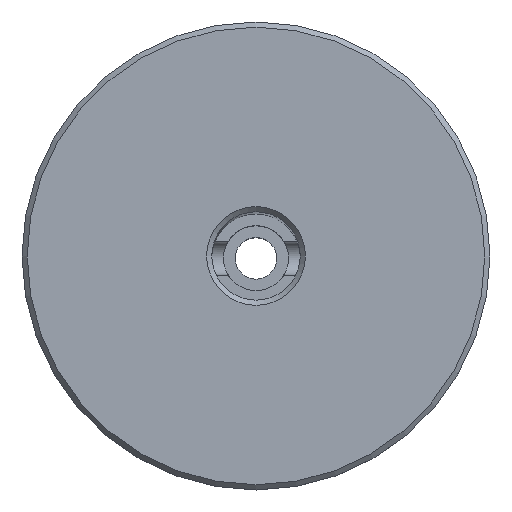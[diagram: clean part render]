
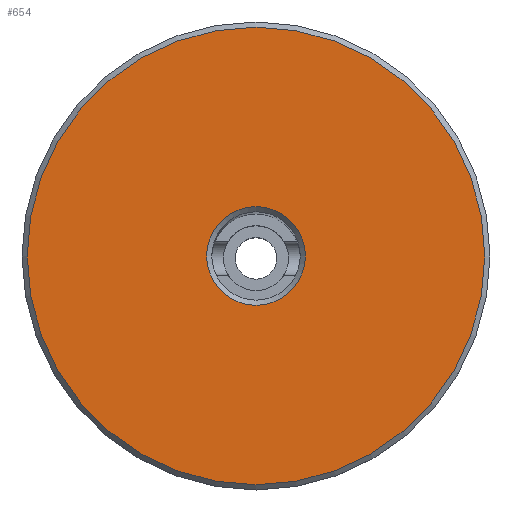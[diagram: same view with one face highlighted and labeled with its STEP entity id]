
A CAD part, top view. The second image highlights one B-rep face of the part: STEP entity #654.
In plain terms, the highlighted planar face has unit normal (0, 0, 1).
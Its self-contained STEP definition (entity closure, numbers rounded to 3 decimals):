
#69=FACE_BOUND('',#134,.T.);
#88=PLANE('',#714);
#99=FACE_OUTER_BOUND('',#133,.T.);
#133=EDGE_LOOP('',(#453));
#134=EDGE_LOOP('',(#454));
#247=CIRCLE('',#711,1.9);
#250=CIRCLE('',#715,8.8);
#281=VERTEX_POINT('',#949);
#284=VERTEX_POINT('',#957);
#349=EDGE_CURVE('',#281,#281,#247,.T.);
#353=EDGE_CURVE('',#284,#284,#250,.T.);
#453=ORIENTED_EDGE('',*,*,#353,.F.);
#454=ORIENTED_EDGE('',*,*,#349,.F.);
#654=ADVANCED_FACE('',(#99,#69),#88,.T.);
#711=AXIS2_PLACEMENT_3D('',#950,#782,#783);
#714=AXIS2_PLACEMENT_3D('',#956,#789,#790);
#715=AXIS2_PLACEMENT_3D('',#958,#791,#792);
#782=DIRECTION('center_axis',(0.,0.,1.));
#783=DIRECTION('ref_axis',(-1.,0.,0.));
#789=DIRECTION('center_axis',(0.,0.,1.));
#790=DIRECTION('ref_axis',(1.,0.,0.));
#791=DIRECTION('center_axis',(0.,0.,-1.));
#792=DIRECTION('ref_axis',(1.,0.,0.));
#949=CARTESIAN_POINT('',(1.9,0.,0.));
#950=CARTESIAN_POINT('Origin',(0.,0.,0.));
#956=CARTESIAN_POINT('Origin',(-9.,0.,0.));
#957=CARTESIAN_POINT('',(-8.8,0.,0.));
#958=CARTESIAN_POINT('Origin',(0.,0.,0.));
